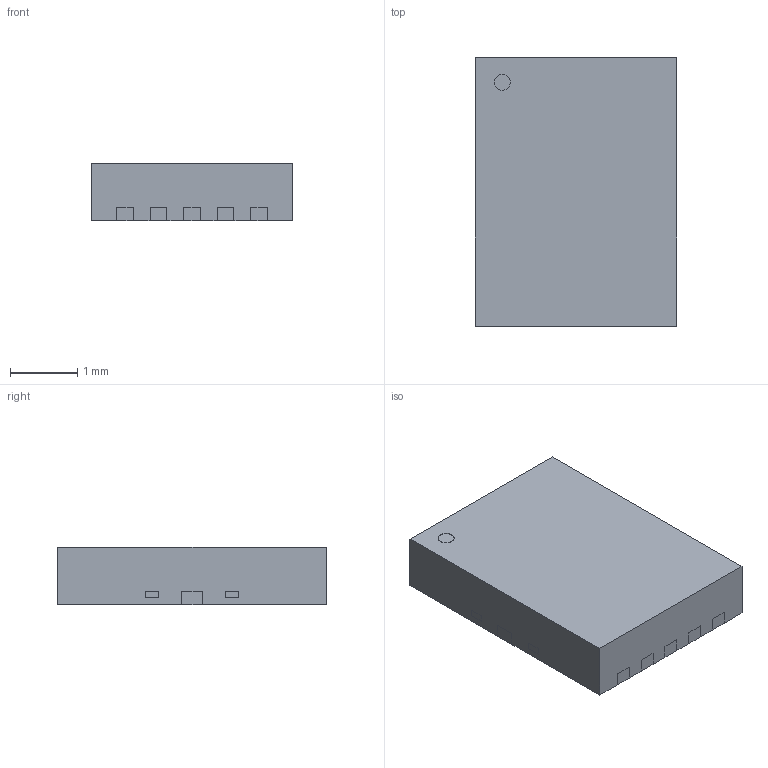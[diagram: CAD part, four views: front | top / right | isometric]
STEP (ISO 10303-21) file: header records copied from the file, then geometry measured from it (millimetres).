
FILE_DESCRIPTION (( 'STEP AP214' ), '1' );
FILE_NAME ('錨璃3.STEP', '2021-07-09T06:56:52', ( '' ), ( '' ), 'SwSTEP 2.0', 'SolidWorks 2017', '' );
FILE_SCHEMA (( 'AUTOMOTIVE_DESIGN' ));
Length unit declared in the file: millimetre
Products named in the file (1): 錨璃3
Bounding box: 3 x 4 x 0.85 mm (x, y, z)
Volume: 10.2 mm3; surface area: 68.2 mm2
Topology: 14 solids, 14 shells, 694 faces, 1996 edges, 1328 vertices
Faces by surface type: plane 476, cylinder 218
Entity records: 22896 total; most frequent: CARTESIAN_POINT 4049, ORIENTED_EDGE 3992, DIRECTION 3830, EDGE_CURVE 1996, LINE 1532, VECTOR 1532, VERTEX_POINT 1328, AXIS2_PLACEMENT_3D 1149
